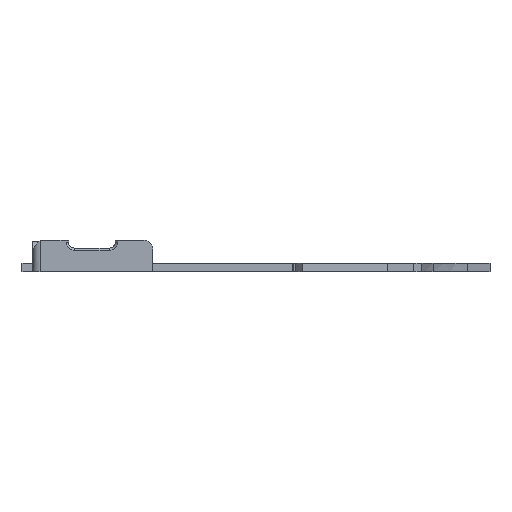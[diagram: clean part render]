
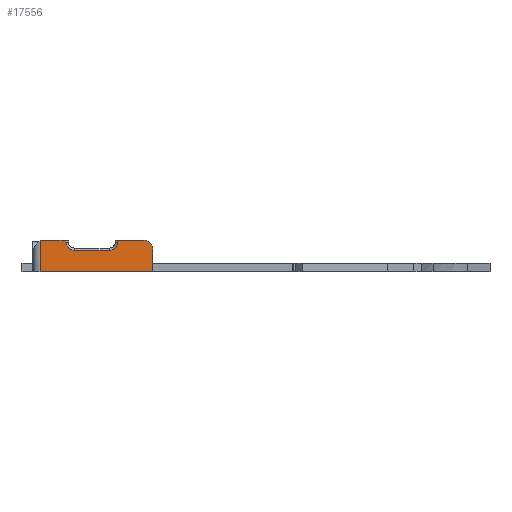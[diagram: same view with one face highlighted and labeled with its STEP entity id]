
A CAD part, left-side view. The second image highlights one B-rep face of the part: STEP entity #17556.
In plain terms, the highlighted planar face has unit normal (-1, 0, 0).
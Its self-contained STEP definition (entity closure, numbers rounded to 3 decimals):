
#1582=PLANE('',#18449);
#2456=FACE_OUTER_BOUND('',#3473,.T.);
#3473=EDGE_LOOP('',(#16177,#16178,#16179,#16180,#16181,#16182,#16183,#16184,
#16185,#16186,#16187,#16188));
#4040=LINE('',#25081,#5733);
#4499=LINE('',#27800,#6192);
#4506=LINE('',#27821,#6199);
#4508=LINE('',#27826,#6201);
#4514=LINE('',#27840,#6207);
#4566=LINE('',#27967,#6259);
#4577=LINE('',#27993,#6270);
#5170=LINE('',#31381,#6863);
#5171=LINE('',#31383,#6864);
#5733=VECTOR('',#19231,10.);
#6192=VECTOR('',#20268,10.);
#6199=VECTOR('',#20289,10.);
#6201=VECTOR('',#20293,10.);
#6207=VECTOR('',#20307,10.);
#6259=VECTOR('',#20437,10.);
#6270=VECTOR('',#20466,10.);
#6863=VECTOR('',#21649,10.);
#6864=VECTOR('',#21652,10.);
#7144=CIRCLE('',#18095,1.7);
#7146=CIRCLE('',#18098,1.7);
#7162=CIRCLE('',#18157,1.8);
#8083=VERTEX_POINT('',#25078);
#8084=VERTEX_POINT('',#25080);
#8823=VERTEX_POINT('',#27797);
#8824=VERTEX_POINT('',#27799);
#8826=VERTEX_POINT('',#27805);
#8829=VERTEX_POINT('',#27812);
#8830=VERTEX_POINT('',#27817);
#8833=VERTEX_POINT('',#27824);
#8837=VERTEX_POINT('',#27839);
#8873=VERTEX_POINT('',#27965);
#8879=VERTEX_POINT('',#27991);
#8881=VERTEX_POINT('',#28001);
#9809=EDGE_CURVE('',#8083,#8084,#4040,.T.);
#10669=EDGE_CURVE('',#8823,#8824,#4499,.T.);
#10672=EDGE_CURVE('',#8824,#8826,#7144,.T.);
#10676=EDGE_CURVE('',#8829,#8823,#7146,.T.);
#10680=EDGE_CURVE('',#8826,#8830,#4506,.T.);
#10682=EDGE_CURVE('',#8833,#8829,#4508,.T.);
#10689=EDGE_CURVE('',#8830,#8837,#4514,.T.);
#10753=EDGE_CURVE('',#8873,#8833,#4566,.T.);
#10766=EDGE_CURVE('',#8873,#8879,#4577,.T.);
#10771=EDGE_CURVE('',#8881,#8837,#7162,.T.);
#11363=EDGE_CURVE('',#8879,#8084,#5170,.T.);
#11364=EDGE_CURVE('',#8881,#8083,#5171,.T.);
#16177=ORIENTED_EDGE('',*,*,#11363,.T.);
#16178=ORIENTED_EDGE('',*,*,#9809,.F.);
#16179=ORIENTED_EDGE('',*,*,#11364,.F.);
#16180=ORIENTED_EDGE('',*,*,#10771,.T.);
#16181=ORIENTED_EDGE('',*,*,#10689,.F.);
#16182=ORIENTED_EDGE('',*,*,#10680,.F.);
#16183=ORIENTED_EDGE('',*,*,#10672,.F.);
#16184=ORIENTED_EDGE('',*,*,#10669,.F.);
#16185=ORIENTED_EDGE('',*,*,#10676,.F.);
#16186=ORIENTED_EDGE('',*,*,#10682,.F.);
#16187=ORIENTED_EDGE('',*,*,#10753,.F.);
#16188=ORIENTED_EDGE('',*,*,#10766,.T.);
#17556=ADVANCED_FACE('',(#2456),#1582,.T.);
#18095=AXIS2_PLACEMENT_3D('',#27806,#20273,#20274);
#18098=AXIS2_PLACEMENT_3D('',#27814,#20281,#20282);
#18157=AXIS2_PLACEMENT_3D('',#28002,#20476,#20477);
#18449=AXIS2_PLACEMENT_3D('',#31382,#21650,#21651);
#19231=DIRECTION('',(0.,1.,0.));
#20268=DIRECTION('',(0.,-1.,0.));
#20273=DIRECTION('center_axis',(-1.,0.,0.));
#20274=DIRECTION('ref_axis',(0.,0.,-1.));
#20281=DIRECTION('center_axis',(-1.,0.,0.));
#20282=DIRECTION('ref_axis',(0.,1.,0.));
#20289=DIRECTION('',(0.,0.,1.));
#20293=DIRECTION('',(0.,0.,-1.));
#20307=DIRECTION('',(0.,-1.,0.));
#20437=DIRECTION('',(0.,-1.,0.));
#20466=DIRECTION('',(0.,0.826,-0.563));
#20476=DIRECTION('center_axis',(-1.,0.,0.));
#20477=DIRECTION('ref_axis',(0.,-1.,0.));
#21649=DIRECTION('',(0.,0.,-1.));
#21650=DIRECTION('center_axis',(-1.,0.,0.));
#21651=DIRECTION('ref_axis',(0.,1.,0.));
#21652=DIRECTION('',(0.,0.,-1.));
#25078=CARTESIAN_POINT('',(28.638,-71.9,-2.2));
#25080=CARTESIAN_POINT('',(28.638,-49.155,-2.2));
#25081=CARTESIAN_POINT('',(28.638,-71.9,-2.2));
#27797=CARTESIAN_POINT('',(28.638,-56.1,2.11));
#27799=CARTESIAN_POINT('',(28.638,-63.1,2.11));
#27800=CARTESIAN_POINT('',(28.638,-55.378,2.11));
#27805=CARTESIAN_POINT('',(28.638,-64.8,3.81));
#27806=CARTESIAN_POINT('Origin',(28.638,-63.1,3.81));
#27812=CARTESIAN_POINT('',(28.638,-54.4,3.81));
#27814=CARTESIAN_POINT('Origin',(28.638,-56.1,3.81));
#27817=CARTESIAN_POINT('',(28.638,-64.8,4.195));
#27821=CARTESIAN_POINT('',(28.638,-64.8,2.24));
#27824=CARTESIAN_POINT('',(28.638,-54.4,4.195));
#27826=CARTESIAN_POINT('',(28.638,-54.4,1.655));
#27839=CARTESIAN_POINT('',(28.638,-70.1,4.195));
#27840=CARTESIAN_POINT('',(28.638,-49.155,4.195));
#27965=CARTESIAN_POINT('',(28.638,-49.269,4.195));
#27967=CARTESIAN_POINT('',(28.638,-49.155,4.195));
#27991=CARTESIAN_POINT('',(28.638,-49.155,4.117));
#27993=CARTESIAN_POINT('',(28.638,-47.969,3.309));
#28001=CARTESIAN_POINT('',(28.638,-71.9,2.395));
#28002=CARTESIAN_POINT('Origin',(28.638,-70.1,2.395));
#31381=CARTESIAN_POINT('',(28.638,-49.155,-2.));
#31382=CARTESIAN_POINT('Origin',(28.638,-71.9,-2.));
#31383=CARTESIAN_POINT('',(28.638,-71.9,-2.));
